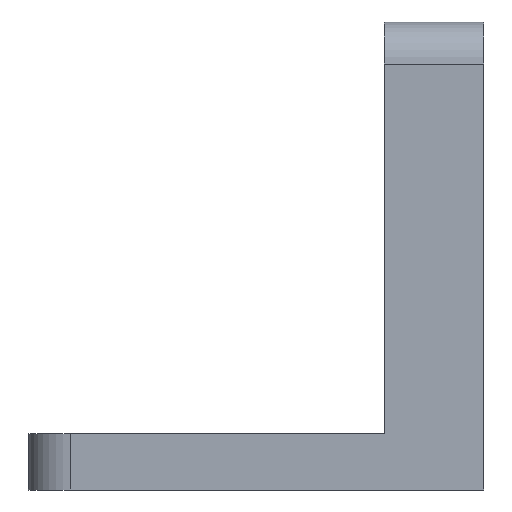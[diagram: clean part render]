
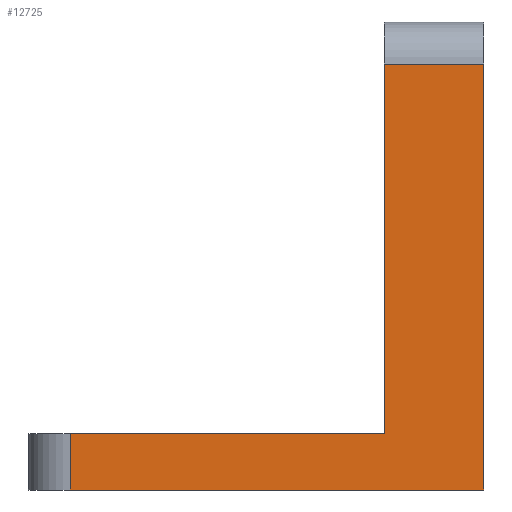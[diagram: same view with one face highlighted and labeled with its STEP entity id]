
A CAD part, left-side view. The second image highlights one B-rep face of the part: STEP entity #12725.
In plain terms, the highlighted planar face has unit normal (-1, 0, 0).
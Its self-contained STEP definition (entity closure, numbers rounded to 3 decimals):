
#1439=FACE_OUTER_BOUND('',#2302,.T.);
#2302=EDGE_LOOP('',(#10822,#10823,#10824,#10825,#10826,#10827));
#3509=LINE('',#20401,#4832);
#3546=LINE('',#20500,#4869);
#3575=LINE('',#20564,#4898);
#3576=LINE('',#20567,#4899);
#3577=LINE('',#20569,#4900);
#3578=LINE('',#20570,#4901);
#4832=VECTOR('',#16324,10.);
#4869=VECTOR('',#16385,10.);
#4898=VECTOR('',#16424,10.);
#4899=VECTOR('',#16427,10.);
#4900=VECTOR('',#16428,10.);
#4901=VECTOR('',#16429,10.);
#6019=VERTEX_POINT('',#20398);
#6020=VERTEX_POINT('',#20400);
#6059=VERTEX_POINT('',#20497);
#6060=VERTEX_POINT('',#20499);
#6091=VERTEX_POINT('',#20566);
#6092=VERTEX_POINT('',#20568);
#7619=EDGE_CURVE('',#6019,#6020,#3509,.T.);
#7664=EDGE_CURVE('',#6060,#6059,#3546,.T.);
#7697=EDGE_CURVE('',#6020,#6059,#3575,.T.);
#7698=EDGE_CURVE('',#6091,#6019,#3576,.T.);
#7699=EDGE_CURVE('',#6092,#6091,#3577,.T.);
#7700=EDGE_CURVE('',#6060,#6092,#3578,.T.);
#10822=ORIENTED_EDGE('',*,*,#7697,.F.);
#10823=ORIENTED_EDGE('',*,*,#7619,.F.);
#10824=ORIENTED_EDGE('',*,*,#7698,.F.);
#10825=ORIENTED_EDGE('',*,*,#7699,.F.);
#10826=ORIENTED_EDGE('',*,*,#7700,.F.);
#10827=ORIENTED_EDGE('',*,*,#7664,.T.);
#11553=PLANE('',#13605);
#12725=ADVANCED_FACE('',(#1439),#11553,.T.);
#13605=AXIS2_PLACEMENT_3D('',#20565,#16425,#16426);
#16324=DIRECTION('',(0.,0.,1.));
#16385=DIRECTION('',(0.,0.,1.));
#16424=DIRECTION('',(0.,-1.,0.));
#16425=DIRECTION('center_axis',(-1.,0.,0.));
#16426=DIRECTION('ref_axis',(0.,0.,-1.));
#16427=DIRECTION('',(0.,-1.,0.));
#16428=DIRECTION('',(0.,0.,1.));
#16429=DIRECTION('',(0.,1.,0.));
#20398=CARTESIAN_POINT('',(-13.614,5.31,-23.023));
#20400=CARTESIAN_POINT('',(-13.614,5.31,3.377));
#20401=CARTESIAN_POINT('',(-13.614,5.31,-44.423));
#20497=CARTESIAN_POINT('',(-13.614,-1.802,3.377));
#20499=CARTESIAN_POINT('',(-13.614,-1.802,-27.023));
#20500=CARTESIAN_POINT('',(-13.614,-1.802,0.027));
#20564=CARTESIAN_POINT('',(-13.614,-0.762,3.377));
#20565=CARTESIAN_POINT('Origin',(-13.614,-0.762,6.377));
#20566=CARTESIAN_POINT('',(-13.614,27.71,-23.023));
#20567=CARTESIAN_POINT('',(-13.614,30.71,-23.023));
#20568=CARTESIAN_POINT('',(-13.614,27.71,-27.023));
#20569=CARTESIAN_POINT('',(-13.614,27.71,-8.323));
#20570=CARTESIAN_POINT('',(-13.614,30.71,-27.023));
